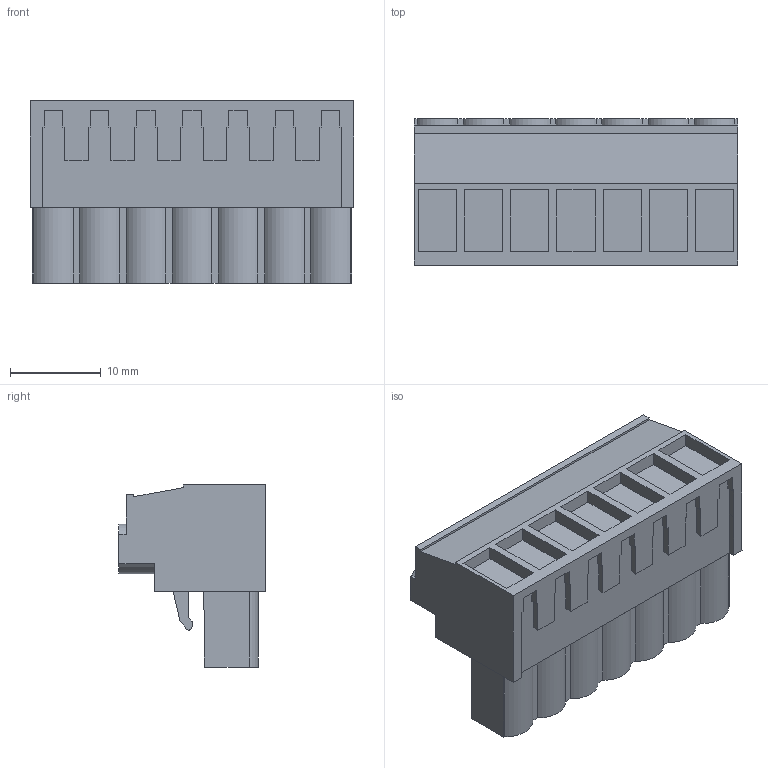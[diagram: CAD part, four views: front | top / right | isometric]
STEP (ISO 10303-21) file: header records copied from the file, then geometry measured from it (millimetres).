
FILE_DESCRIPTION(('CATIA V5 STEP','CAx-IF Rec.Pracs.--- Model Styling and Organization---1.2---2011-12-15'),'2;1');
FILE_NAME ('D1459894_0_1943860000_1943860000.stp','2017-05-22T12:42:34+00:00',('none'),('Weidmueller'),'CATIA Version 5-6 Release 2014','CATIA V5 STEP AP214','none');
FILE_SCHEMA(('AUTOMOTIVE_DESIGN { 1 0 10303 214 1 1 1 1 }'));
Length unit declared in the file: millimetre
Products named in the file (1): 1943860000
Bounding box: 35.56 x 16.1 x 20.05 mm (x, y, z)
Volume: 6634.6 mm3; surface area: 4416.9 mm2
Topology: 8 solids, 8 shells, 488 faces, 1371 edges, 928 vertices
Faces by surface type: plane 421, cylinder 67
Entity records: 14844 total; most frequent: ORIENTED_EDGE 2742, CARTESIAN_POINT 2734, DIRECTION 2060, EDGE_CURVE 1371, VECTOR 1209, LINE 1209, VERTEX_POINT 928, EDGE_LOOP 517
